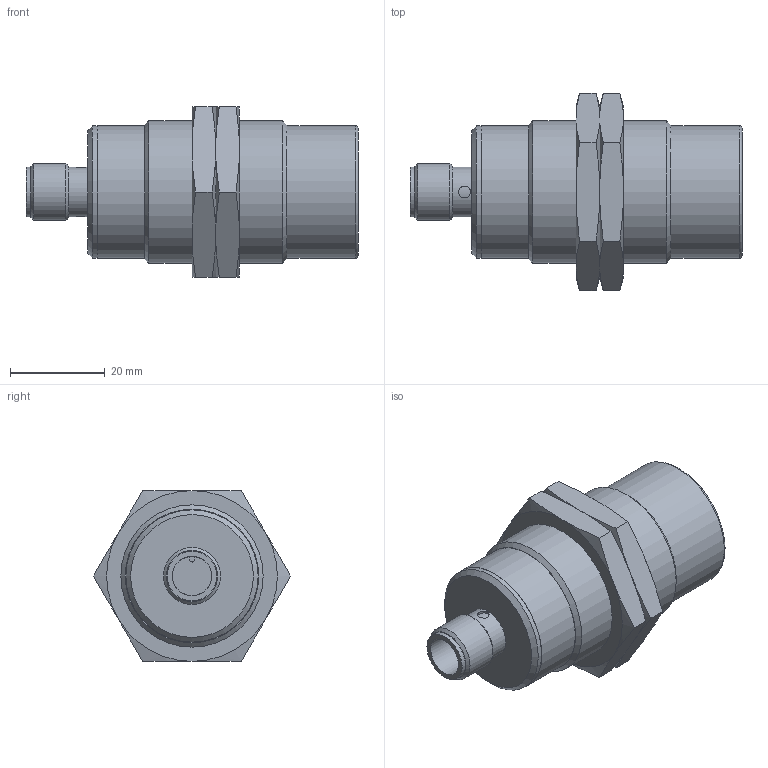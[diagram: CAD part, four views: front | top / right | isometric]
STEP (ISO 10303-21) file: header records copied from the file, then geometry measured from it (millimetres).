
FILE_DESCRIPTION( ( 'STEP AP203' ), '1' );
FILE_NAME( 'GI711S_2_03.stp', ' ', ( ' ' ), ( ' ' ), 'PSStep 15.0.47', 'PARTsolutions', ' ' );
FILE_SCHEMA( ( 'CONFIG_CONTROL_DESIGN' ) );
Length unit declared in the file: millimetre
Products named in the file (3): GI711S; _GI711S_part1; _GI711S_part2
Assembly tree (3 placements, depth 2):
  GI711S
    _GI711S_part1
    _GI711S_part2  x2
Bounding box: 70 x 41.57 x 36 mm (x, y, z)
Volume: 43169.2 mm3; surface area: 10996 mm2
Topology: 3 solids, 3 shells, 77 faces, 154 edges, 91 vertices
Faces by surface type: cone 33, plane 28, cylinder 15, torus 1
Full cylindrical faces by diameter (mm): 2.5 x2, 8.3 x1, 10.5 x2, 12 x1, 27.9 x2, 28 x1, 28.376 x2, 30 x1
Entity records: 1580 total; most frequent: CARTESIAN_POINT 474, DIRECTION 212, ORIENTED_EDGE 166, AXIS2_PLACEMENT_3D 99, EDGE_LOOP 84, EDGE_CURVE 83, FACE_OUTER_BOUND 66, VERTEX_POINT 61
